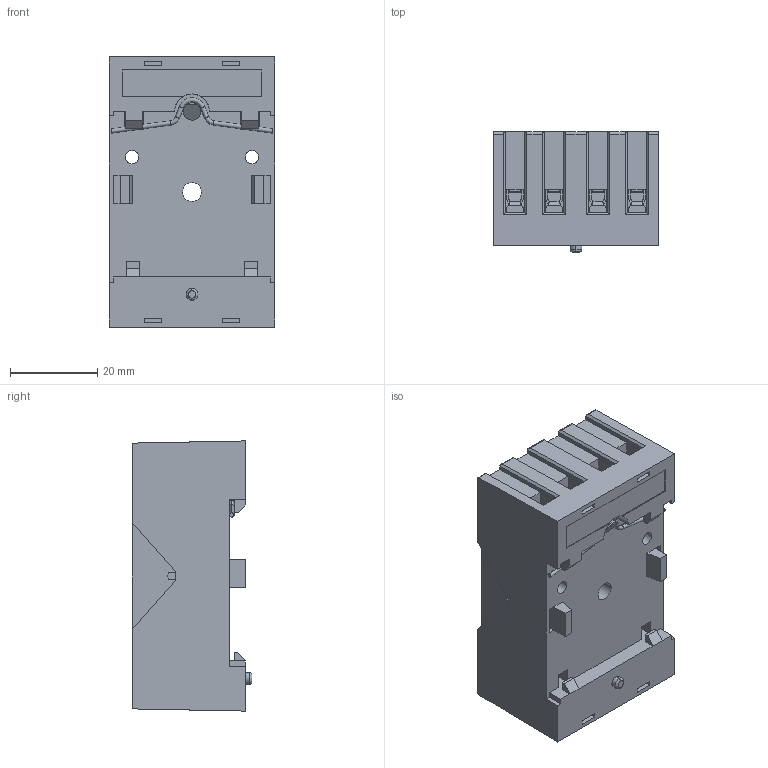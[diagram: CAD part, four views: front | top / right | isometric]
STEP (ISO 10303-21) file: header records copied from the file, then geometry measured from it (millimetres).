
FILE_DESCRIPTION (( 'STEP AP214' ), '1' );
FILE_NAME ('PYF-029BE.STEP', '2021-02-09T06:11:22', ( 'managet2' ), ( '' ), 'SwSTEP 2.0', 'SolidWorks 2016', '' );
FILE_SCHEMA (( 'AUTOMOTIVE_DESIGN' ));
Length unit declared in the file: millimetre
Products named in the file (12): 咈懤錪-2; PYF-029BE-2; PYF-029BE
Assembly tree (9 placements, depth 2):
  咈懤錪-2
  咈懤錪-2
  咈懤錪-2
  咈懤錪-2
  咈懤錪-2
Bounding box: 38 x 27.5 x 62 mm (x, y, z)
Surface area: 18643.3 mm2 (no closed solid volume)
Topology: 0 solids, 34 shells, 1678 faces, 4452 edges, 2867 vertices
Faces by surface type: plane 1353, cylinder 274, bspline 35, cone 16
Entity records: 21160 total; most frequent: CARTESIAN_POINT 4288, ORIENTED_EDGE 3542, DIRECTION 3335, EDGE_CURVE 1771, VECTOR 1429, LINE 1429, VERTEX_POINT 1152, AXIS2_PLACEMENT_3D 953
